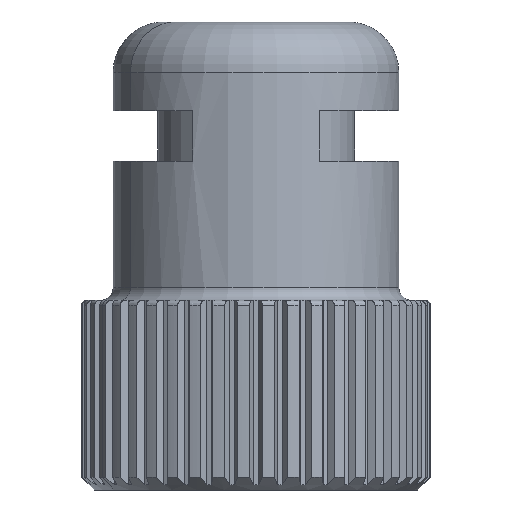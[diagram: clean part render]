
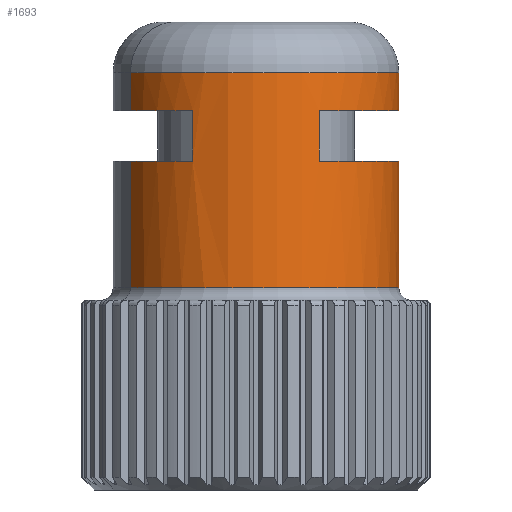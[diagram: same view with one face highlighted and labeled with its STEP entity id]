
A CAD part, left-side view. The second image highlights one B-rep face of the part: STEP entity #1693.
In plain terms, the highlighted cylindrical face has radius 5.65 mm (diameter 11.3 mm), a partial arc.
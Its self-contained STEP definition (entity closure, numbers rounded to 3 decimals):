
#117=CARTESIAN_POINT('Vertex',(2.709,-4.946,-2.715)) ;
#120=CARTESIAN_POINT('Axis2P3D Location',(0.,0.012,-2.715)) ;
#124=CARTESIAN_POINT('Vertex',(-2.709,4.97,-2.715)) ;
#1599=CARTESIAN_POINT('Axis2P3D Location',(0.,0.012,-1.465)) ;
#1604=CARTESIAN_POINT('Line Origine',(2.709,-4.946,1.535)) ;
#1608=CARTESIAN_POINT('Vertex',(2.709,-4.946,4.285)) ;
#1610=CARTESIAN_POINT('Vertex',(2.709,-4.946,5.785)) ;
#1613=CARTESIAN_POINT('Axis2P3D Location',(0.,0.012,5.785)) ;
#1617=CARTESIAN_POINT('Vertex',(-2.709,4.97,5.785)) ;
#1620=CARTESIAN_POINT('Line Origine',(-2.709,4.97,1.535)) ;
#1624=CARTESIAN_POINT('Vertex',(-2.709,4.97,4.285)) ;
#1627=CARTESIAN_POINT('Axis2P3D Location',(0.,0.012,4.285)) ;
#1631=CARTESIAN_POINT('Vertex',(-5.067,2.512,4.285)) ;
#1634=CARTESIAN_POINT('Line Origine',(-5.067,2.512,1.535)) ;
#1638=CARTESIAN_POINT('Vertex',(-5.067,2.512,2.285)) ;
#1641=CARTESIAN_POINT('Axis2P3D Location',(0.,0.012,2.285)) ;
#1645=CARTESIAN_POINT('Vertex',(-2.709,4.97,2.285)) ;
#1648=CARTESIAN_POINT('Line Origine',(-2.709,4.97,1.535)) ;
#1653=CARTESIAN_POINT('Line Origine',(2.709,-4.946,1.535)) ;
#1657=CARTESIAN_POINT('Vertex',(2.709,-4.946,2.285)) ;
#1660=CARTESIAN_POINT('Axis2P3D Location',(0.,0.012,2.285)) ;
#1664=CARTESIAN_POINT('Vertex',(-5.067,-2.488,2.285)) ;
#1667=CARTESIAN_POINT('Line Origine',(-5.067,-2.488,1.535)) ;
#1671=CARTESIAN_POINT('Vertex',(-5.067,-2.488,4.285)) ;
#1674=CARTESIAN_POINT('Axis2P3D Location',(0.,0.012,4.285)) ;
#1606=VECTOR('Line Direction',#1605,1.) ;
#1622=VECTOR('Line Direction',#1621,1.) ;
#1636=VECTOR('Line Direction',#1635,1.) ;
#1650=VECTOR('Line Direction',#1649,1.) ;
#1655=VECTOR('Line Direction',#1654,1.) ;
#1669=VECTOR('Line Direction',#1668,1.) ;
#121=DIRECTION('Axis2P3D Direction',(0.,0.,1.)) ;
#1600=DIRECTION('Axis2P3D Direction',(0.,0.,1.)) ;
#1601=DIRECTION('Axis2P3D XDirection',(-0.479,0.878,0.)) ;
#1605=DIRECTION('Vector Direction',(0.,0.,1.)) ;
#1614=DIRECTION('Axis2P3D Direction',(0.,0.,1.)) ;
#1621=DIRECTION('Vector Direction',(0.,0.,1.)) ;
#1628=DIRECTION('Axis2P3D Direction',(0.,0.,1.)) ;
#1635=DIRECTION('Vector Direction',(0.,0.,1.)) ;
#1642=DIRECTION('Axis2P3D Direction',(0.,0.,1.)) ;
#1649=DIRECTION('Vector Direction',(0.,0.,1.)) ;
#1654=DIRECTION('Vector Direction',(0.,0.,1.)) ;
#1661=DIRECTION('Axis2P3D Direction',(0.,0.,1.)) ;
#1668=DIRECTION('Vector Direction',(0.,0.,1.)) ;
#1675=DIRECTION('Axis2P3D Direction',(0.,0.,1.)) ;
#122=AXIS2_PLACEMENT_3D('Circle Axis2P3D',#120,#121,$) ;
#1602=AXIS2_PLACEMENT_3D('Cylinder Axis2P3D',#1599,#1600,#1601) ;
#1615=AXIS2_PLACEMENT_3D('Circle Axis2P3D',#1613,#1614,$) ;
#1629=AXIS2_PLACEMENT_3D('Circle Axis2P3D',#1627,#1628,$) ;
#1643=AXIS2_PLACEMENT_3D('Circle Axis2P3D',#1641,#1642,$) ;
#1662=AXIS2_PLACEMENT_3D('Circle Axis2P3D',#1660,#1661,$) ;
#1676=AXIS2_PLACEMENT_3D('Circle Axis2P3D',#1674,#1675,$) ;
#1607=LINE('Line',#1604,#1606) ;
#1623=LINE('Line',#1620,#1622) ;
#1637=LINE('Line',#1634,#1636) ;
#1651=LINE('Line',#1648,#1650) ;
#1656=LINE('Line',#1653,#1655) ;
#1670=LINE('Line',#1667,#1669) ;
#123=CIRCLE('generated circle',#122,5.65) ;
#1616=CIRCLE('generated circle',#1615,5.65) ;
#1630=CIRCLE('generated circle',#1629,5.65) ;
#1644=CIRCLE('generated circle',#1643,5.65) ;
#1663=CIRCLE('generated circle',#1662,5.65) ;
#1677=CIRCLE('generated circle',#1676,5.65) ;
#1603=CYLINDRICAL_SURFACE('generated cylinder',#1602,5.65) ;
#126=EDGE_CURVE('',#125,#118,#123,.T.) ;
#1612=EDGE_CURVE('',#1609,#1611,#1607,.T.) ;
#1619=EDGE_CURVE('',#1618,#1611,#1616,.T.) ;
#1626=EDGE_CURVE('',#1625,#1618,#1623,.T.) ;
#1633=EDGE_CURVE('',#1625,#1632,#1630,.T.) ;
#1640=EDGE_CURVE('',#1639,#1632,#1637,.T.) ;
#1647=EDGE_CURVE('',#1646,#1639,#1644,.T.) ;
#1652=EDGE_CURVE('',#125,#1646,#1651,.T.) ;
#1659=EDGE_CURVE('',#118,#1658,#1656,.T.) ;
#1666=EDGE_CURVE('',#1665,#1658,#1663,.T.) ;
#1673=EDGE_CURVE('',#1665,#1672,#1670,.T.) ;
#1678=EDGE_CURVE('',#1672,#1609,#1677,.T.) ;
#1680=ORIENTED_EDGE('',*,*,#1612,.T.) ;
#1681=ORIENTED_EDGE('',*,*,#1619,.F.) ;
#1682=ORIENTED_EDGE('',*,*,#1626,.F.) ;
#1683=ORIENTED_EDGE('',*,*,#1633,.T.) ;
#1684=ORIENTED_EDGE('',*,*,#1640,.F.) ;
#1685=ORIENTED_EDGE('',*,*,#1647,.F.) ;
#1686=ORIENTED_EDGE('',*,*,#1652,.F.) ;
#1687=ORIENTED_EDGE('',*,*,#126,.T.) ;
#1688=ORIENTED_EDGE('',*,*,#1659,.T.) ;
#1689=ORIENTED_EDGE('',*,*,#1666,.F.) ;
#1690=ORIENTED_EDGE('',*,*,#1673,.T.) ;
#1691=ORIENTED_EDGE('',*,*,#1678,.T.) ;
#1679=EDGE_LOOP('',(#1680,#1681,#1682,#1683,#1684,#1685,#1686,#1687,#1688,#1689,#1690,#1691)) ;
#118=VERTEX_POINT('',#117) ;
#125=VERTEX_POINT('',#124) ;
#1609=VERTEX_POINT('',#1608) ;
#1611=VERTEX_POINT('',#1610) ;
#1618=VERTEX_POINT('',#1617) ;
#1625=VERTEX_POINT('',#1624) ;
#1632=VERTEX_POINT('',#1631) ;
#1639=VERTEX_POINT('',#1638) ;
#1646=VERTEX_POINT('',#1645) ;
#1658=VERTEX_POINT('',#1657) ;
#1665=VERTEX_POINT('',#1664) ;
#1672=VERTEX_POINT('',#1671) ;
#1693=ADVANCED_FACE('PartBody',(#1692),#1603,.T.) ;
#1692=FACE_OUTER_BOUND('',#1679,.T.) ;
